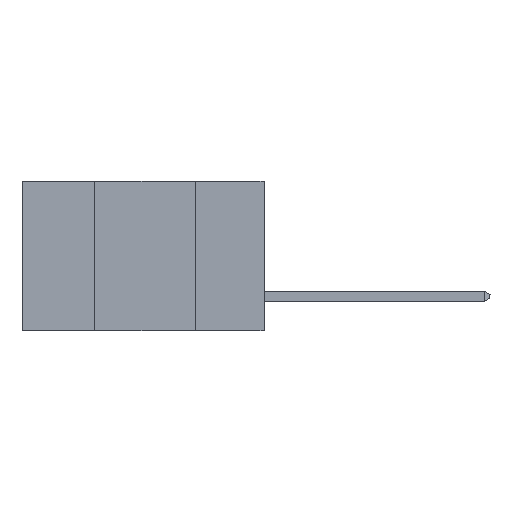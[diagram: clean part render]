
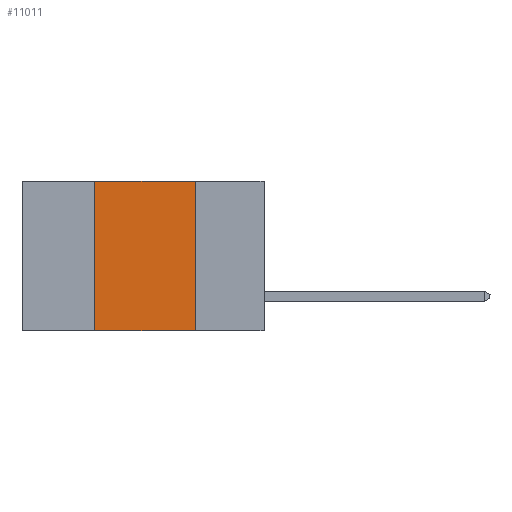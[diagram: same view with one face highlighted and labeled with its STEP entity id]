
A CAD part, left-side view. The second image highlights one B-rep face of the part: STEP entity #11011.
In plain terms, the highlighted planar face has unit normal (-1, 0, 0).
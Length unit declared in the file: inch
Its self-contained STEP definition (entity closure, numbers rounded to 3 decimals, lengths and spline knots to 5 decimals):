
#129 = VECTOR ( 'NONE', #11989, 39.37008 ) ;
#1117 = DIRECTION ( 'NONE',  ( 0., 0., -1. ) ) ;
#1182 = CARTESIAN_POINT ( 'NONE',  ( 0., 0.42, 0. ) ) ;
#2664 = VERTEX_POINT ( 'NONE', #3798 ) ;
#2760 = CARTESIAN_POINT ( 'NONE',  ( 0., 0.17, -0.37 ) ) ;
#2844 = EDGE_CURVE ( 'NONE', #4885, #2664, #5703, .T. ) ;
#3233 = LINE ( 'NONE', #4770, #129 ) ;
#3798 = CARTESIAN_POINT ( 'NONE',  ( 0., 0.17, 0. ) ) ;
#3981 = VERTEX_POINT ( 'NONE', #2760 ) ;
#4276 = CARTESIAN_POINT ( 'NONE',  ( 0., 0.42, 0. ) ) ;
#4770 = CARTESIAN_POINT ( 'NONE',  ( 0., 0.6, -0.37 ) ) ;
#4885 = VERTEX_POINT ( 'NONE', #1182 ) ;
#5117 = VERTEX_POINT ( 'NONE', #5812 ) ;
#5526 = VECTOR ( 'NONE', #7610, 39.37008 ) ;
#5599 = LINE ( 'NONE', #4276, #11388 ) ;
#5703 = LINE ( 'NONE', #9210, #5526 ) ;
#5812 = CARTESIAN_POINT ( 'NONE',  ( 0., 0.42, -0.37 ) ) ;
#6491 = DIRECTION ( 'NONE',  ( 0., 0., -1. ) ) ;
#6863 = VECTOR ( 'NONE', #6491, 39.37008 ) ;
#7610 = DIRECTION ( 'NONE',  ( 0., -1., 0. ) ) ;
#8483 = PLANE ( 'NONE',  #9016 ) ;
#8629 = CARTESIAN_POINT ( 'NONE',  ( 0., 0.6, 0. ) ) ;
#9016 = AXIS2_PLACEMENT_3D ( 'NONE', #8629, #10652, #1117 ) ;
#9076 = EDGE_CURVE ( 'NONE', #5117, #4885, #5599, .T. ) ;
#9210 = CARTESIAN_POINT ( 'NONE',  ( 0., 0.6, 0. ) ) ;
#9216 = ORIENTED_EDGE ( 'NONE', *, *, #11791, .T. ) ;
#10031 = FACE_OUTER_BOUND ( 'NONE', #10636, .T. ) ;
#10636 = EDGE_LOOP ( 'NONE', ( #13522, #10692, #13307, #9216 ) ) ;
#10652 = DIRECTION ( 'NONE',  ( 1., 0., 0. ) ) ;
#10692 = ORIENTED_EDGE ( 'NONE', *, *, #2844, .F. ) ;
#10941 = DIRECTION ( 'NONE',  ( 0., 0., 1. ) ) ;
#11011 = ADVANCED_FACE ( 'NONE', ( #10031 ), #8483, .F. ) ;
#11388 = VECTOR ( 'NONE', #10941, 39.37008 ) ;
#11457 = EDGE_CURVE ( 'NONE', #2664, #3981, #13419, .T. ) ;
#11791 = EDGE_CURVE ( 'NONE', #5117, #3981, #3233, .T. ) ;
#11989 = DIRECTION ( 'NONE',  ( 0., -1., 0. ) ) ;
#12590 = CARTESIAN_POINT ( 'NONE',  ( 0., 0.17, 0. ) ) ;
#13307 = ORIENTED_EDGE ( 'NONE', *, *, #9076, .F. ) ;
#13419 = LINE ( 'NONE', #12590, #6863 ) ;
#13522 = ORIENTED_EDGE ( 'NONE', *, *, #11457, .F. ) ;
